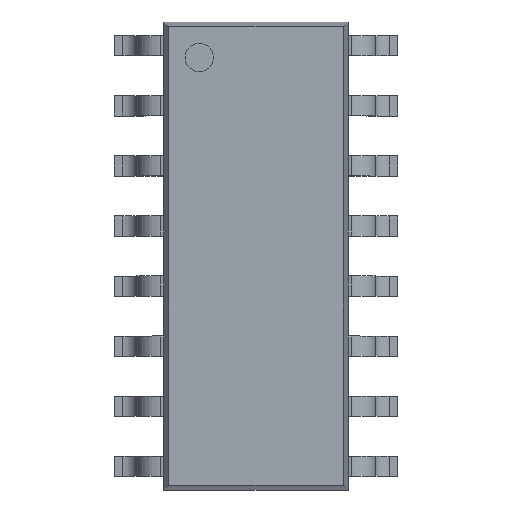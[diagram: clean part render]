
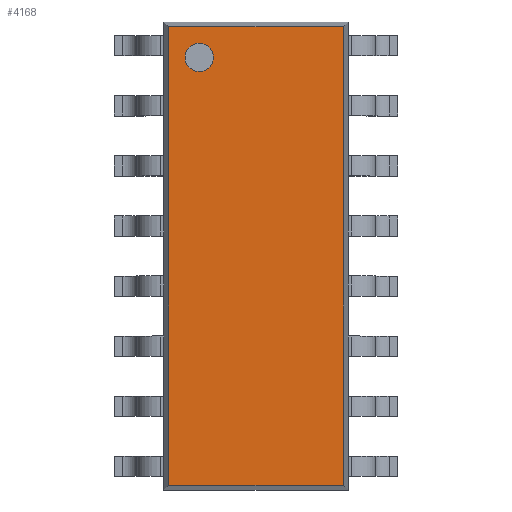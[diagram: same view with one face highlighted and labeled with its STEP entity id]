
A CAD part, top view. The second image highlights one B-rep face of the part: STEP entity #4168.
In plain terms, the highlighted planar face has unit normal (0, 0, 1).
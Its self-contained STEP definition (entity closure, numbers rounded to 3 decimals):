
#27=VECTOR('',#28,1.);
#28=DIRECTION('',(0.,-1.,0.));
#115=VECTOR('',#116,1.);
#116=DIRECTION('',(1.,0.,0.));
#122=VECTOR('',#123,1.);
#123=DIRECTION('',(0.,1.,0.));
#127=VECTOR('',#128,1.);
#128=DIRECTION('',(-1.,0.,0.));
#131=DIRECTION('',(0.,0.,-1.));
#2218=VERTEX_POINT('',#2219);
#2219=CARTESIAN_POINT('',(1.85,4.85,1.525));
#2221=ORIENTED_EDGE('',*,*,#2222,.F.);
#2222=EDGE_CURVE('',#2223,#2218,#2225,.T.);
#2223=VERTEX_POINT('',#2224);
#2224=CARTESIAN_POINT('',(1.85,-4.85,1.525));
#2225=LINE('',#2224,#122);
#2236=VERTEX_POINT('',#2237);
#2237=CARTESIAN_POINT('',(-1.85,4.85,1.525));
#2239=ORIENTED_EDGE('',*,*,#2240,.F.);
#2240=EDGE_CURVE('',#2218,#2236,#2241,.T.);
#2241=LINE('',#2219,#127);
#2274=VERTEX_POINT('',#2275);
#2275=CARTESIAN_POINT('',(-1.85,-4.85,1.525));
#2277=ORIENTED_EDGE('',*,*,#2278,.F.);
#2278=EDGE_CURVE('',#2236,#2274,#2279,.T.);
#2279=LINE('',#2237,#27);
#2985=ORIENTED_EDGE('',*,*,#2986,.F.);
#2986=EDGE_CURVE('',#2274,#2223,#2987,.T.);
#2987=LINE('',#2275,#115);
#4168=ADVANCED_FACE('',(#4169,#4171),#4181,.F.);
#4169=FACE_BOUND('',#4170,.F.);
#4170=EDGE_LOOP('',(#2277,#2239,#2221,#2985));
#4171=FACE_BOUND('',#4172,.F.);
#4172=EDGE_LOOP('',(#4173));
#4173=ORIENTED_EDGE('',*,*,#4174,.F.);
#4174=EDGE_CURVE('',#4175,#4175,#4177,.T.);
#4175=VERTEX_POINT('',#4176);
#4176=CARTESIAN_POINT('',(-1.2,3.9,1.525));
#4177=CIRCLE('',#4178,0.3);
#4178=AXIS2_PLACEMENT_3D('',#4179,#4180,#28);
#4179=CARTESIAN_POINT('',(-1.2,4.2,1.525));
#4180=DIRECTION('',(0.,-0.,-1.));
#4181=PLANE('',#4182);
#4182=AXIS2_PLACEMENT_3D('',#2237,#131,#4183);
#4183=DIRECTION('',(0.356,-0.934,0.));
